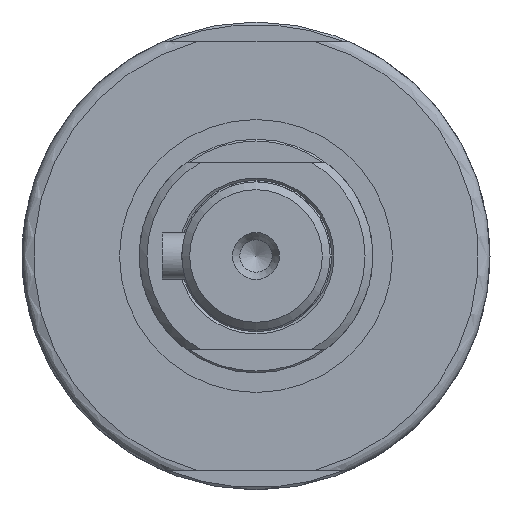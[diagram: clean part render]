
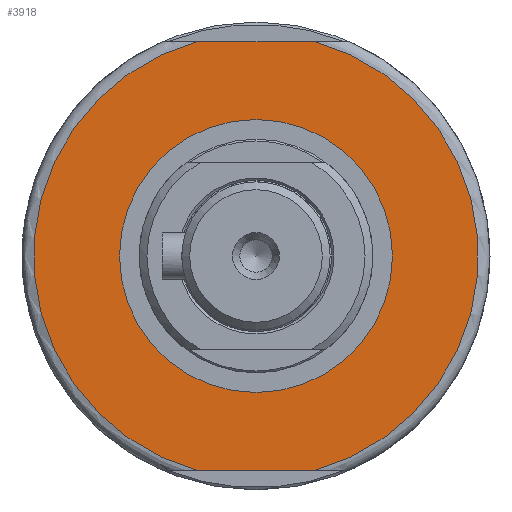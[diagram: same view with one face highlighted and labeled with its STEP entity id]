
A CAD part, left-side view. The second image highlights one B-rep face of the part: STEP entity #3918.
In plain terms, the highlighted planar face has unit normal (-1, 0, 0).
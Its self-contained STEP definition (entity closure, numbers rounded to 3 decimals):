
#140=FACE_BOUND('',#1309,.T.);
#430=LINE('',#6116,#724);
#434=LINE('',#6165,#728);
#724=VECTOR('',#4893,10.);
#728=VECTOR('',#4903,10.);
#1081=FACE_OUTER_BOUND('',#1308,.T.);
#1308=EDGE_LOOP('',(#2967,#2968,#2969,#2970));
#1309=EDGE_LOOP('',(#2971,#2972));
#1577=CIRCLE('',#4272,28.5);
#1578=CIRCLE('',#4273,28.5);
#1579=CIRCLE('',#4274,17.5);
#1580=CIRCLE('',#4275,17.5);
#1793=VERTEX_POINT('',#6100);
#1794=VERTEX_POINT('',#6115);
#1801=VERTEX_POINT('',#6149);
#1802=VERTEX_POINT('',#6164);
#1805=VERTEX_POINT('',#6199);
#1806=VERTEX_POINT('',#6200);
#2221=EDGE_CURVE('',#1794,#1793,#430,.T.);
#2230=EDGE_CURVE('',#1802,#1801,#434,.T.);
#2241=EDGE_CURVE('',#1802,#1793,#1577,.T.);
#2242=EDGE_CURVE('',#1794,#1801,#1578,.T.);
#2243=EDGE_CURVE('',#1805,#1806,#1579,.T.);
#2244=EDGE_CURVE('',#1806,#1805,#1580,.T.);
#2967=ORIENTED_EDGE('',*,*,#2221,.T.);
#2968=ORIENTED_EDGE('',*,*,#2241,.F.);
#2969=ORIENTED_EDGE('',*,*,#2230,.T.);
#2970=ORIENTED_EDGE('',*,*,#2242,.F.);
#2971=ORIENTED_EDGE('',*,*,#2243,.T.);
#2972=ORIENTED_EDGE('',*,*,#2244,.T.);
#3751=PLANE('',#4271);
#3918=ADVANCED_FACE('',(#1081,#140),#3751,.T.);
#4271=AXIS2_PLACEMENT_3D('',#6196,#4931,#4932);
#4272=AXIS2_PLACEMENT_3D('',#6197,#4933,#4934);
#4273=AXIS2_PLACEMENT_3D('',#6198,#4935,#4936);
#4274=AXIS2_PLACEMENT_3D('',#6201,#4937,#4938);
#4275=AXIS2_PLACEMENT_3D('',#6202,#4939,#4940);
#4893=DIRECTION('',(0.,-1.,0.));
#4903=DIRECTION('',(0.,1.,0.));
#4931=DIRECTION('center_axis',(-1.,0.,0.));
#4932=DIRECTION('ref_axis',(0.,0.,-1.));
#4933=DIRECTION('center_axis',(1.,0.,0.));
#4934=DIRECTION('ref_axis',(0.,-1.,0.));
#4935=DIRECTION('center_axis',(1.,0.,0.));
#4936=DIRECTION('ref_axis',(0.,-1.,0.));
#4937=DIRECTION('center_axis',(1.,0.,0.));
#4938=DIRECTION('ref_axis',(0.,-1.,0.));
#4939=DIRECTION('center_axis',(1.,0.,0.));
#4940=DIRECTION('ref_axis',(0.,-1.,0.));
#6100=CARTESIAN_POINT('',(-158.,-7.483,-27.5));
#6115=CARTESIAN_POINT('',(-158.,7.483,-27.5));
#6116=CARTESIAN_POINT('',(-158.,-24.063,-27.5));
#6149=CARTESIAN_POINT('',(-158.,7.483,27.5));
#6164=CARTESIAN_POINT('',(-158.,-7.483,27.5));
#6165=CARTESIAN_POINT('',(-158.,1.553,27.5));
#6196=CARTESIAN_POINT('Origin',(-158.,-23.,0.));
#6197=CARTESIAN_POINT('Origin',(-158.,0.,0.));
#6198=CARTESIAN_POINT('Origin',(-158.,0.,0.));
#6199=CARTESIAN_POINT('',(-158.,-17.5,0.));
#6200=CARTESIAN_POINT('',(-158.,17.5,0.));
#6201=CARTESIAN_POINT('Origin',(-158.,0.,0.));
#6202=CARTESIAN_POINT('Origin',(-158.,0.,0.));
